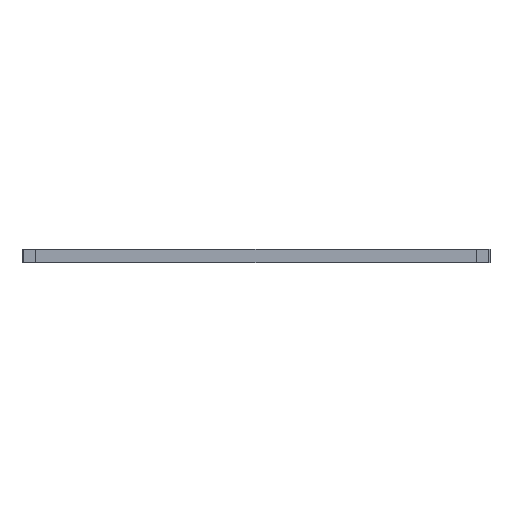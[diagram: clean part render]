
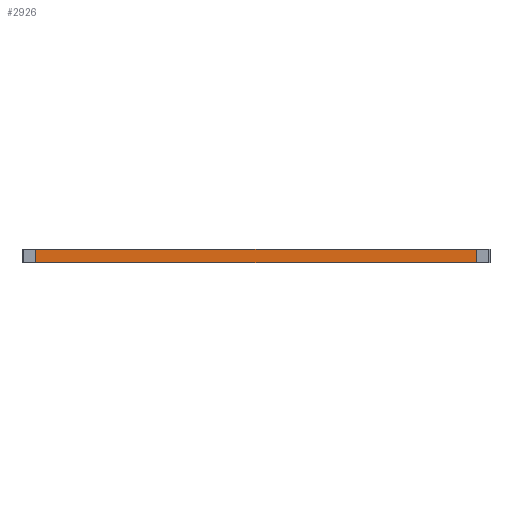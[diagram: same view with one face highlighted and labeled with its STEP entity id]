
A CAD part, left-side view. The second image highlights one B-rep face of the part: STEP entity #2926.
In plain terms, the highlighted planar face has unit normal (-1, 0, 0).
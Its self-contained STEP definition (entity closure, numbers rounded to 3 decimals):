
#136=PLANE('',#3252);
#279=FACE_OUTER_BOUND('',#453,.T.);
#453=EDGE_LOOP('',(#2566,#2567,#2568,#2569));
#610=LINE('',#4536,#870);
#637=LINE('',#4637,#897);
#743=LINE('',#4961,#1003);
#744=LINE('',#4963,#1004);
#870=VECTOR('',#3677,10.);
#897=VECTOR('',#3780,10.);
#1003=VECTOR('',#4114,10.);
#1004=VECTOR('',#4117,10.);
#1304=VERTEX_POINT('',#4533);
#1305=VERTEX_POINT('',#4535);
#1341=VERTEX_POINT('',#4635);
#1445=VERTEX_POINT('',#4959);
#1650=EDGE_CURVE('',#1304,#1305,#610,.T.);
#1701=EDGE_CURVE('',#1341,#1304,#637,.T.);
#1863=EDGE_CURVE('',#1341,#1445,#743,.T.);
#1864=EDGE_CURVE('',#1445,#1305,#744,.T.);
#2566=ORIENTED_EDGE('',*,*,#1701,.F.);
#2567=ORIENTED_EDGE('',*,*,#1863,.T.);
#2568=ORIENTED_EDGE('',*,*,#1864,.T.);
#2569=ORIENTED_EDGE('',*,*,#1650,.F.);
#2926=ADVANCED_FACE('',(#279),#136,.T.);
#3252=AXIS2_PLACEMENT_3D('',#4962,#4115,#4116);
#3677=DIRECTION('',(0.,0.,-1.));
#3780=DIRECTION('',(0.,-1.,0.));
#4114=DIRECTION('',(0.,0.,-1.));
#4115=DIRECTION('center_axis',(-1.,0.,0.));
#4116=DIRECTION('ref_axis',(0.,1.,0.));
#4117=DIRECTION('',(0.,-1.,0.));
#4533=CARTESIAN_POINT('',(-42.,-79.5,0.));
#4535=CARTESIAN_POINT('',(-42.,-79.5,-5.));
#4536=CARTESIAN_POINT('',(-42.,-79.5,0.));
#4635=CARTESIAN_POINT('',(-42.,79.5,0.));
#4637=CARTESIAN_POINT('',(-42.,79.5,0.));
#4959=CARTESIAN_POINT('',(-42.,79.5,-5.));
#4961=CARTESIAN_POINT('',(-42.,79.5,0.));
#4962=CARTESIAN_POINT('Origin',(-42.,0.,0.));
#4963=CARTESIAN_POINT('',(-42.,-79.5,-5.));
